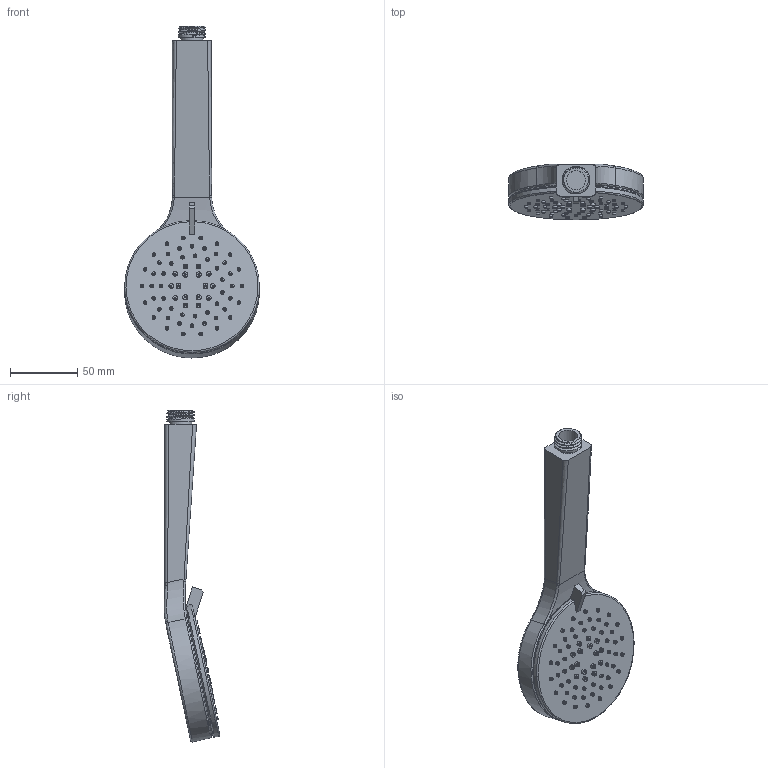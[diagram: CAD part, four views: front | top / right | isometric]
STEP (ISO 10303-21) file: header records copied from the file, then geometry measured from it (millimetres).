
FILE_DESCRIPTION(/* description */ (''),/* implementation_level */ '2;1');
FILE_NAME(/* name */ 'FD8-100-22',/* time_stamp */ '2020-10-12T15:00:24+08:00',/* author */ (''),/* organization */ (''),/* preprocessor_version */ 'ST-DEVELOPER v9',/* originating_system */ 'UGS - NX 4.0',/* authorisation */ '');
FILE_SCHEMA (('CONFIG_CONTROL_DESIGN'));
Length unit declared in the file: millimetre
Products named in the file (1): H50
Bounding box: 99.99 x 41.18 x 246.42 mm (x, y, z)
Volume: 251543 mm3; surface area: 38725.8 mm2
Topology: 1 solids, 1 shells, 328 faces, 538 edges, 353 vertices
Faces by surface type: plane 155, cylinder 147, bspline 19, torus 4, extrusion 2, cone 1
Full cylindrical faces by diameter (mm): 0.864 x53, 1.08 x10, 1.2 x6, 2.592 x53, 3.24 x10, 3.6 x6, 14 x1, 16.5 x1, 98 x1
Entity records: 8028 total; most frequent: CARTESIAN_POINT 2312, DIRECTION 1230, ORIENTED_EDGE 788, EDGE_LOOP 611, AXIS2_PLACEMENT_3D 599, FACE_BOUND 425, EDGE_CURVE 394, VERTEX_POINT 351
